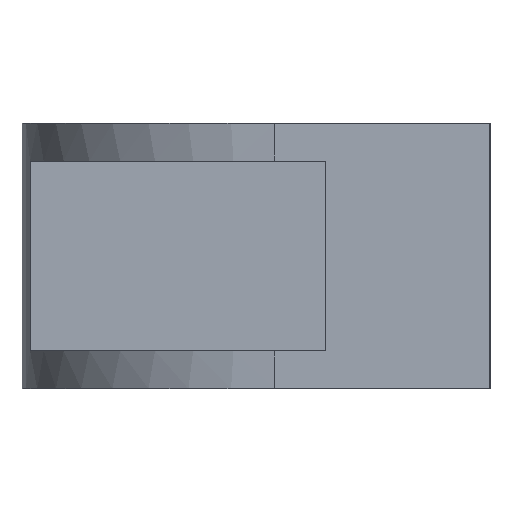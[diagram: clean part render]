
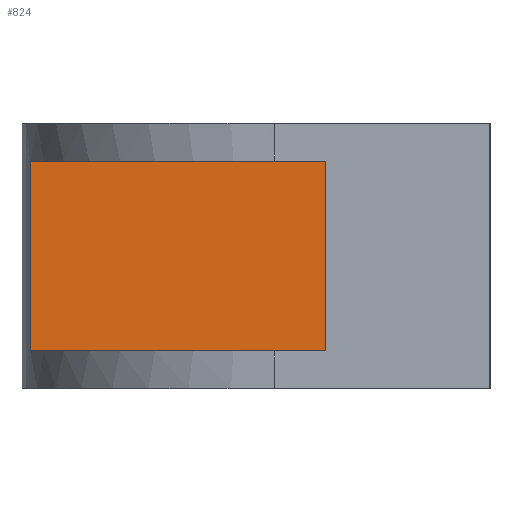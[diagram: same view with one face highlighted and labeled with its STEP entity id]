
A CAD part, left-side view. The second image highlights one B-rep face of the part: STEP entity #824.
In plain terms, the highlighted planar face has unit normal (-1, 0, 0).
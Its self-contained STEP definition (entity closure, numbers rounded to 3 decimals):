
#30 = CARTESIAN_POINT ( 'NONE',  ( -40., 13., 7.5 ) ) ;
#58 = CARTESIAN_POINT ( 'NONE',  ( -40., 36.365, 7.5 ) ) ;
#61 = FACE_OUTER_BOUND ( 'NONE', #899, .T. ) ;
#63 = LINE ( 'NONE', #1017, #374 ) ;
#89 = VERTEX_POINT ( 'NONE', #987 ) ;
#115 = VERTEX_POINT ( 'NONE', #58 ) ;
#179 = CARTESIAN_POINT ( 'NONE',  ( -40., 13., -7.5 ) ) ;
#221 = DIRECTION ( 'NONE',  ( 1., 0., 0. ) ) ;
#226 = AXIS2_PLACEMENT_3D ( 'NONE', #936, #221, #858 ) ;
#249 = DIRECTION ( 'NONE',  ( 0., 0., 1. ) ) ;
#295 = VECTOR ( 'NONE', #928, 1000. ) ;
#311 = DIRECTION ( 'NONE',  ( 0., 1., 0. ) ) ;
#327 = LINE ( 'NONE', #30, #829 ) ;
#335 = ORIENTED_EDGE ( 'NONE', *, *, #709, .T. ) ;
#374 = VECTOR ( 'NONE', #311, 1000. ) ;
#376 = PLANE ( 'NONE',  #226 ) ;
#455 = VECTOR ( 'NONE', #249, 1000. ) ;
#485 = ORIENTED_EDGE ( 'NONE', *, *, #529, .F. ) ;
#529 = EDGE_CURVE ( 'NONE', #726, #1028, #63, .T. ) ;
#562 = LINE ( 'NONE', #880, #455 ) ;
#568 = EDGE_CURVE ( 'NONE', #1028, #115, #601, .T. ) ;
#601 = LINE ( 'NONE', #715, #295 ) ;
#649 = DIRECTION ( 'NONE',  ( 0., 1., 0. ) ) ;
#653 = ORIENTED_EDGE ( 'NONE', *, *, #832, .T. ) ;
#709 = EDGE_CURVE ( 'NONE', #89, #115, #327, .T. ) ;
#715 = CARTESIAN_POINT ( 'NONE',  ( -40., 36.365, 10.5 ) ) ;
#726 = VERTEX_POINT ( 'NONE', #179 ) ;
#824 = ADVANCED_FACE ( 'PLANAR_15', ( #61 ), #376, .F. ) ;
#829 = VECTOR ( 'NONE', #649, 1000. ) ;
#832 = EDGE_CURVE ( 'NONE', #726, #89, #562, .T. ) ;
#858 = DIRECTION ( 'NONE',  ( 0., 0., -1. ) ) ;
#880 = CARTESIAN_POINT ( 'NONE',  ( -40., 13., -7.5 ) ) ;
#899 = EDGE_LOOP ( 'NONE', ( #485, #653, #335, #955 ) ) ;
#928 = DIRECTION ( 'NONE',  ( 0., 0., 1. ) ) ;
#936 = CARTESIAN_POINT ( 'NONE',  ( -40., 13., -7.5 ) ) ;
#955 = ORIENTED_EDGE ( 'NONE', *, *, #568, .F. ) ;
#987 = CARTESIAN_POINT ( 'NONE',  ( -40., 13., 7.5 ) ) ;
#1000 = CARTESIAN_POINT ( 'NONE',  ( -40., 36.365, -7.5 ) ) ;
#1017 = CARTESIAN_POINT ( 'NONE',  ( -40., 13., -7.5 ) ) ;
#1028 = VERTEX_POINT ( 'NONE', #1000 ) ;
